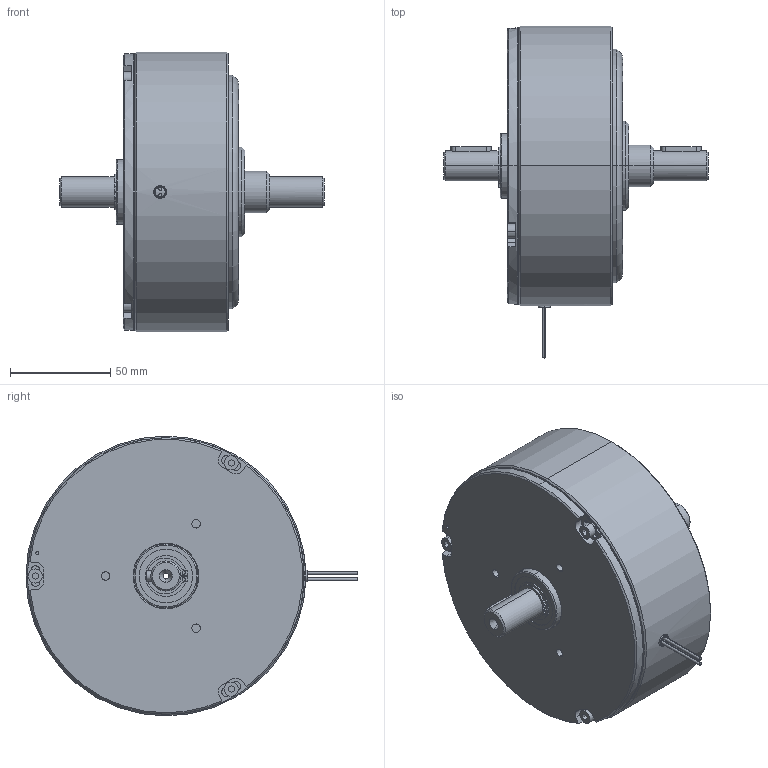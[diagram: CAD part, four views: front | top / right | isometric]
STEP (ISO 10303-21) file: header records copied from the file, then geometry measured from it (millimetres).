
FILE_DESCRIPTION (( 'STEP AP203' ), '1' );
FILE_NAME ('HB-450M_B_EF.STEP', '2013-04-02T13:54:36', ( 'Jeff' ), ( '' ), 'SwSTEP 2.0', 'SolidWorks 2013', '' );
FILE_SCHEMA (( 'CONFIG_CONTROL_DESIGN' ));
Length unit declared in the file: inch
Products named in the file (1): HB-450M_B_EF
Bounding box: 131.55 x 165.25 x 139.29 mm (x, y, z)
Surface area: 80644.1 mm2 (no closed solid volume)
Topology: 0 solids, 18 shells, 287 faces, 1130 edges, 869 vertices
Faces by surface type: cylinder 140, plane 83, cone 60, torus 4
Entity records: 12503 total; most frequent: CARTESIAN_POINT 3151, DIRECTION 1962, ORIENTED_EDGE 1679, EDGE_CURVE 1130, VERTEX_POINT 869, AXIS2_PLACEMENT_3D 772, CIRCLE 484, VECTOR 418
